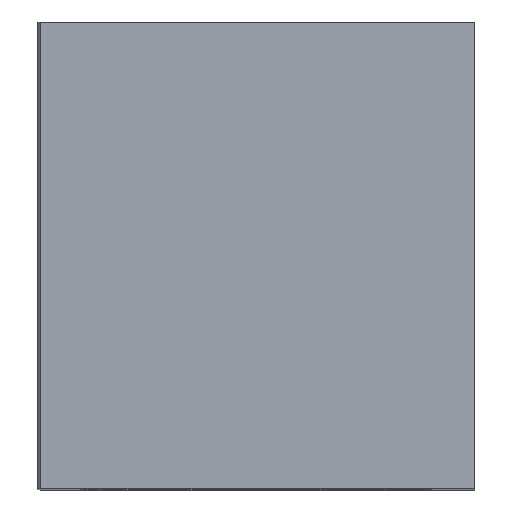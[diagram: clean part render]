
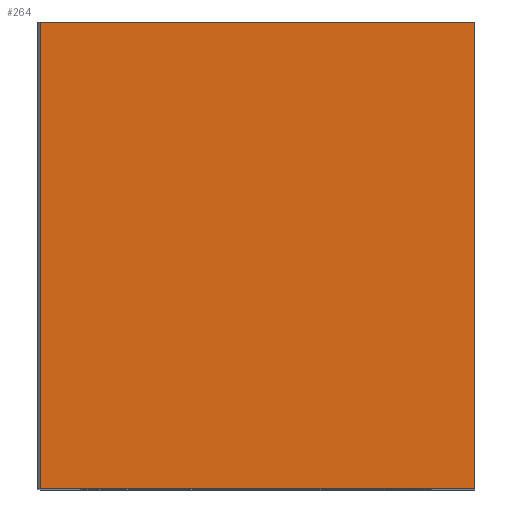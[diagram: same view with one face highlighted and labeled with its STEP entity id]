
A CAD part, top view. The second image highlights one B-rep face of the part: STEP entity #264.
In plain terms, the highlighted planar face has unit normal (0, 0, 1).
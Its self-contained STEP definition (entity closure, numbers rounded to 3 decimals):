
#54=FACE_OUTER_BOUND('',#74,.T.);
#74=EDGE_LOOP('',(#210,#211,#212,#213));
#110=LINE('',#434,#128);
#114=LINE('',#443,#132);
#115=LINE('',#446,#133);
#116=LINE('',#447,#134);
#128=VECTOR('',#347,10.);
#132=VECTOR('',#355,10.);
#133=VECTOR('',#358,10.);
#134=VECTOR('',#359,10.);
#144=VERTEX_POINT('',#431);
#145=VERTEX_POINT('',#433);
#148=VERTEX_POINT('',#441);
#149=VERTEX_POINT('',#445);
#170=EDGE_CURVE('',#144,#145,#110,.T.);
#175=EDGE_CURVE('',#148,#144,#114,.T.);
#176=EDGE_CURVE('',#149,#148,#115,.T.);
#177=EDGE_CURVE('',#149,#145,#116,.T.);
#210=ORIENTED_EDGE('',*,*,#175,.F.);
#211=ORIENTED_EDGE('',*,*,#176,.F.);
#212=ORIENTED_EDGE('',*,*,#177,.T.);
#213=ORIENTED_EDGE('',*,*,#170,.F.);
#255=PLANE('',#304);
#264=ADVANCED_FACE('',(#54),#255,.T.);
#304=AXIS2_PLACEMENT_3D('',#444,#356,#357);
#347=DIRECTION('',(1.,0.,0.));
#355=DIRECTION('',(0.,1.,0.));
#356=DIRECTION('center_axis',(0.,0.,1.));
#357=DIRECTION('ref_axis',(1.,0.,0.));
#358=DIRECTION('',(-1.,0.,0.));
#359=DIRECTION('',(0.,1.,0.));
#431=CARTESIAN_POINT('',(-7.4,16.,10.));
#433=CARTESIAN_POINT('',(7.5,16.,10.));
#434=CARTESIAN_POINT('',(7.5,16.,10.));
#441=CARTESIAN_POINT('',(-7.4,0.,10.));
#443=CARTESIAN_POINT('',(-7.4,0.,10.));
#444=CARTESIAN_POINT('Origin',(-7.5,0.,10.));
#445=CARTESIAN_POINT('',(7.5,0.,10.));
#446=CARTESIAN_POINT('',(7.5,0.,10.));
#447=CARTESIAN_POINT('',(7.5,0.,10.));
